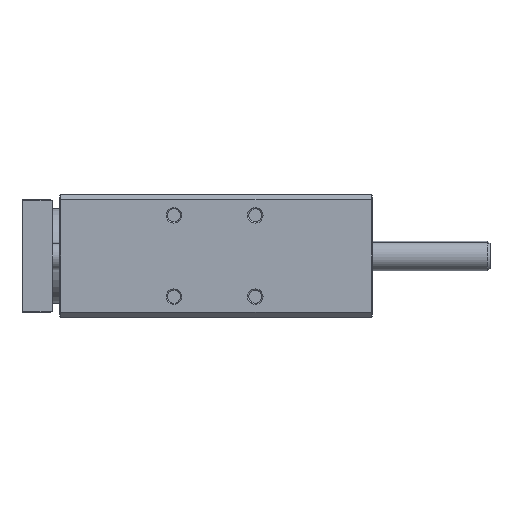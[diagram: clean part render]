
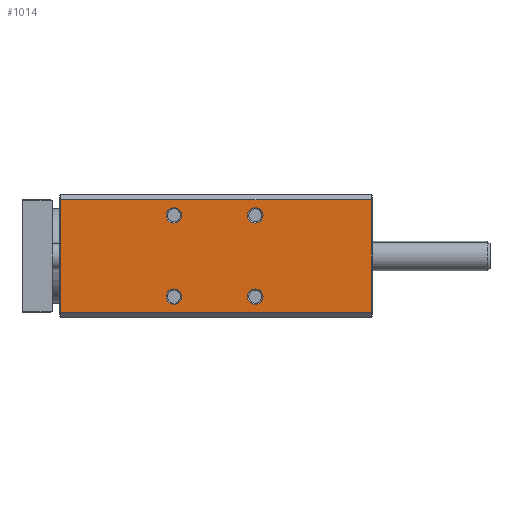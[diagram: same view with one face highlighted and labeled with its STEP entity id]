
A CAD part, left-side view. The second image highlights one B-rep face of the part: STEP entity #1014.
In plain terms, the highlighted planar face has unit normal (-1, 0, 0).
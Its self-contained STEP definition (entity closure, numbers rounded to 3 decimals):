
#1014 = ADVANCED_FACE ( 'NONE', ( #2041, #2046, #2048, #2050, #2044 ), #3635, .F. ) ;
#1270 = CARTESIAN_POINT ( 'NONE',  ( 0., 79.3, 8.25 ) ) ;
#1288 = EDGE_LOOP ( 'NONE', ( #10051, #10052 ) ) ;
#1305 = EDGE_LOOP ( 'NONE', ( #10053, #10054 ) ) ;
#1359 = EDGE_LOOP ( 'NONE', ( #10055, #10165 ) ) ;
#1388 = EDGE_LOOP ( 'NONE', ( #10119, #10121, #10123, #10167 ) ) ;
#1429 = EDGE_LOOP ( 'NONE', ( #1626, #10117 ) ) ;
#1626 = ORIENTED_EDGE ( 'NONE', *, *, #8370, .T. ) ;
#2041 = FACE_BOUND ( 'NONE', #1288, .T. ) ;
#2044 = FACE_OUTER_BOUND ( 'NONE', #1388, .T. ) ;
#2046 = FACE_BOUND ( 'NONE', #1305, .T. ) ;
#2048 = FACE_BOUND ( 'NONE', #1359, .T. ) ;
#2050 = FACE_BOUND ( 'NONE', #1429, .T. ) ;
#2230 = CIRCLE ( 'NONE', #9324, 3.1 ) ;
#2233 = CIRCLE ( 'NONE', #9305, 3.1 ) ;
#2284 = CIRCLE ( 'NONE', #9099, 3.1 ) ;
#2422 = LINE ( 'NONE', #4501, #2423 ) ;
#2423 = VECTOR ( 'NONE', #4502, 1000. ) ;
#2538 = LINE ( 'NONE', #4654, #2539 ) ;
#2539 = VECTOR ( 'NONE', #4655, 1000. ) ;
#2582 = CIRCLE ( 'NONE', #4959, 3.1 ) ;
#2584 = CIRCLE ( 'NONE', #4960, 3.1 ) ;
#2585 = CIRCLE ( 'NONE', #5010, 3.1 ) ;
#2587 = CIRCLE ( 'NONE', #4944, 3.1 ) ;
#2765 = VERTEX_POINT ( 'NONE', #7431 ) ;
#3455 = CARTESIAN_POINT ( 'NONE',  ( 0., 0., 49. ) ) ;
#3516 = DIRECTION ( 'NONE',  ( 1., 0., 0. ) ) ;
#3517 = DIRECTION ( 'NONE',  ( 0., 0., -1. ) ) ;
#3635 = PLANE ( 'NONE',  #9309 ) ;
#4501 = CARTESIAN_POINT ( 'NONE',  ( 0., 124.5, 49. ) ) ;
#4502 = DIRECTION ( 'NONE',  ( 0., 0., -1. ) ) ;
#4654 = CARTESIAN_POINT ( 'NONE',  ( 0., 0., 47. ) ) ;
#4655 = DIRECTION ( 'NONE',  ( 0., 1., 0. ) ) ;
#4752 = CARTESIAN_POINT ( 'NONE',  ( 0., 46.8, 40.75 ) ) ;
#4755 = CARTESIAN_POINT ( 'NONE',  ( 0., 46.8, 8.25 ) ) ;
#4757 = CARTESIAN_POINT ( 'NONE',  ( 0., 79.3, 40.75 ) ) ;
#4758 = DIRECTION ( 'NONE',  ( 1., 0., 0. ) ) ;
#4759 = DIRECTION ( 'NONE',  ( 0., 0., -1. ) ) ;
#4760 = CARTESIAN_POINT ( 'NONE',  ( 0., 79.3, 8.25 ) ) ;
#4761 = DIRECTION ( 'NONE',  ( 1., 0., 0. ) ) ;
#4762 = DIRECTION ( 'NONE',  ( 0., 0., -1. ) ) ;
#4764 = DIRECTION ( 'NONE',  ( 1., 0., 0. ) ) ;
#4765 = DIRECTION ( 'NONE',  ( 0., 0., -1. ) ) ;
#4767 = DIRECTION ( 'NONE',  ( 1., 0., 0. ) ) ;
#4768 = DIRECTION ( 'NONE',  ( 0., 0., -1. ) ) ;
#4944 = AXIS2_PLACEMENT_3D ( 'NONE', #4760, #4767, #4768 ) ;
#4959 = AXIS2_PLACEMENT_3D ( 'NONE', #4755, #4758, #4759 ) ;
#4960 = AXIS2_PLACEMENT_3D ( 'NONE', #4752, #4761, #4762 ) ;
#5010 = AXIS2_PLACEMENT_3D ( 'NONE', #4757, #4764, #4765 ) ;
#5111 = VERTEX_POINT ( 'NONE', #7827 ) ;
#5135 = VERTEX_POINT ( 'NONE', #7558 ) ;
#5151 = VERTEX_POINT ( 'NONE', #7201 ) ;
#5180 = VERTEX_POINT ( 'NONE', #7605 ) ;
#5194 = VERTEX_POINT ( 'NONE', #7750 ) ;
#5233 = VERTEX_POINT ( 'NONE', #7233 ) ;
#5324 = VERTEX_POINT ( 'NONE', #7672 ) ;
#5354 = VERTEX_POINT ( 'NONE', #7709 ) ;
#5398 = VERTEX_POINT ( 'NONE', #7169 ) ;
#5407 = VERTEX_POINT ( 'NONE', #7180 ) ;
#5439 = VERTEX_POINT ( 'NONE', #6575 ) ;
#5556 = DIRECTION ( 'NONE',  ( 0., 0., -1. ) ) ;
#5557 = DIRECTION ( 'NONE',  ( 1., 0., 0. ) ) ;
#5558 = CARTESIAN_POINT ( 'NONE',  ( 0., 46.8, 40.75 ) ) ;
#5561 = DIRECTION ( 'NONE',  ( 0., 0., -1. ) ) ;
#5562 = DIRECTION ( 'NONE',  ( 1., 0., 0. ) ) ;
#5563 = CARTESIAN_POINT ( 'NONE',  ( 0., 79.3, 40.75 ) ) ;
#5674 = DIRECTION ( 'NONE',  ( 0., 0., -1. ) ) ;
#5675 = DIRECTION ( 'NONE',  ( 1., 0., 0. ) ) ;
#5677 = CARTESIAN_POINT ( 'NONE',  ( 0., 46.8, 8.25 ) ) ;
#6158 = DIRECTION ( 'NONE',  ( 0., -1., 0. ) ) ;
#6182 = CARTESIAN_POINT ( 'NONE',  ( 0., 0., 2. ) ) ;
#6575 = CARTESIAN_POINT ( 'NONE',  ( 0., 124.5, 2. ) ) ;
#6621 = DIRECTION ( 'NONE',  ( 0., 0., 1. ) ) ;
#6628 = CARTESIAN_POINT ( 'NONE',  ( 0., 0.5, 49. ) ) ;
#6668 = VECTOR ( 'NONE', #6158, 1000. ) ;
#6673 = LINE ( 'NONE', #6182, #6668 ) ;
#6783 = LINE ( 'NONE', #6628, #6790 ) ;
#6790 = VECTOR ( 'NONE', #6621, 1000. ) ;
#7141 = CIRCLE ( 'NONE', #9342, 3.1 ) ;
#7169 = CARTESIAN_POINT ( 'NONE',  ( 0., 79.3, 43.85 ) ) ;
#7180 = CARTESIAN_POINT ( 'NONE',  ( 0., 79.3, 11.35 ) ) ;
#7201 = CARTESIAN_POINT ( 'NONE',  ( 0., 46.8, 11.35 ) ) ;
#7233 = CARTESIAN_POINT ( 'NONE',  ( 0., 46.8, 5.15 ) ) ;
#7431 = CARTESIAN_POINT ( 'NONE',  ( 0., 46.8, 43.85 ) ) ;
#7558 = CARTESIAN_POINT ( 'NONE',  ( 0., 79.3, 37.65 ) ) ;
#7605 = CARTESIAN_POINT ( 'NONE',  ( 0., 0.5, 2. ) ) ;
#7672 = CARTESIAN_POINT ( 'NONE',  ( 0., 46.8, 37.65 ) ) ;
#7709 = CARTESIAN_POINT ( 'NONE',  ( 0., 79.3, 5.15 ) ) ;
#7750 = CARTESIAN_POINT ( 'NONE',  ( 0., 0.5, 47. ) ) ;
#7827 = CARTESIAN_POINT ( 'NONE',  ( 0., 124.5, 47. ) ) ;
#7927 = DIRECTION ( 'NONE',  ( 1., 0., 0. ) ) ;
#7932 = DIRECTION ( 'NONE',  ( 0., 0., -1. ) ) ;
#7976 = EDGE_CURVE ( 'NONE', #5439, #5180, #6673, .T. ) ;
#8049 = EDGE_CURVE ( 'NONE', #5180, #5194, #6783, .T. ) ;
#8295 = EDGE_CURVE ( 'NONE', #5151, #5233, #7141, .T. ) ;
#8333 = EDGE_CURVE ( 'NONE', #5398, #5135, #2230, .T. ) ;
#8335 = EDGE_CURVE ( 'NONE', #2765, #5324, #2233, .T. ) ;
#8370 = EDGE_CURVE ( 'NONE', #5407, #5354, #2284, .T. ) ;
#8469 = EDGE_CURVE ( 'NONE', #5111, #5439, #2422, .T. ) ;
#8538 = EDGE_CURVE ( 'NONE', #5194, #5111, #2538, .T. ) ;
#8567 = EDGE_CURVE ( 'NONE', #5233, #5151, #2582, .T. ) ;
#8568 = EDGE_CURVE ( 'NONE', #5324, #2765, #2584, .T. ) ;
#8569 = EDGE_CURVE ( 'NONE', #5135, #5398, #2585, .T. ) ;
#8570 = EDGE_CURVE ( 'NONE', #5354, #5407, #2587, .T. ) ;
#9099 = AXIS2_PLACEMENT_3D ( 'NONE', #1270, #7927, #7932 ) ;
#9305 = AXIS2_PLACEMENT_3D ( 'NONE', #5558, #5557, #5556 ) ;
#9309 = AXIS2_PLACEMENT_3D ( 'NONE', #3455, #3516, #3517 ) ;
#9324 = AXIS2_PLACEMENT_3D ( 'NONE', #5563, #5562, #5561 ) ;
#9342 = AXIS2_PLACEMENT_3D ( 'NONE', #5677, #5675, #5674 ) ;
#10051 = ORIENTED_EDGE ( 'NONE', *, *, #8295, .T. ) ;
#10052 = ORIENTED_EDGE ( 'NONE', *, *, #8567, .T. ) ;
#10053 = ORIENTED_EDGE ( 'NONE', *, *, #8335, .T. ) ;
#10054 = ORIENTED_EDGE ( 'NONE', *, *, #8568, .T. ) ;
#10055 = ORIENTED_EDGE ( 'NONE', *, *, #8333, .T. ) ;
#10117 = ORIENTED_EDGE ( 'NONE', *, *, #8570, .T. ) ;
#10119 = ORIENTED_EDGE ( 'NONE', *, *, #7976, .T. ) ;
#10121 = ORIENTED_EDGE ( 'NONE', *, *, #8049, .T. ) ;
#10123 = ORIENTED_EDGE ( 'NONE', *, *, #8538, .T. ) ;
#10165 = ORIENTED_EDGE ( 'NONE', *, *, #8569, .T. ) ;
#10167 = ORIENTED_EDGE ( 'NONE', *, *, #8469, .T. ) ;
